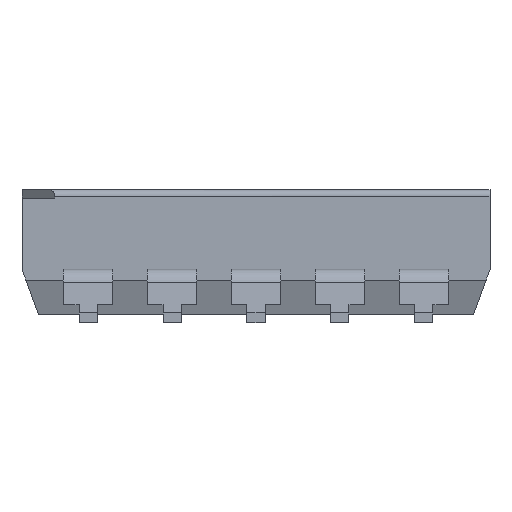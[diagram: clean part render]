
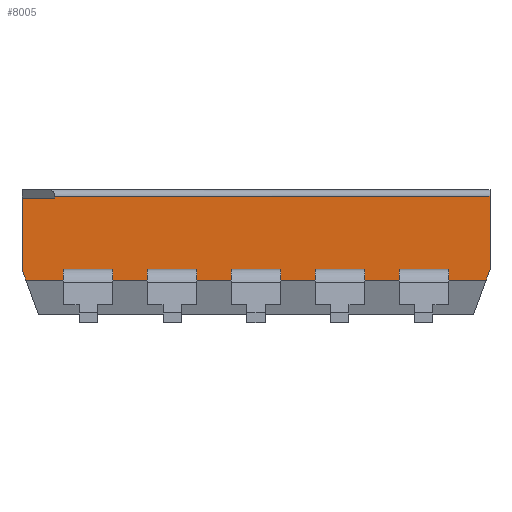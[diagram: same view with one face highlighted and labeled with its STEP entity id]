
A CAD part, left-side view. The second image highlights one B-rep face of the part: STEP entity #8005.
In plain terms, the highlighted planar face has unit normal (-1, 0, 0).
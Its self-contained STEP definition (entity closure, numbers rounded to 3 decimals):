
#3817 = EDGE_CURVE('',#3818,#3820,#3822,.T.);
#3818 = VERTEX_POINT('',#3819);
#3819 = CARTESIAN_POINT('',(-3.37,-0.75,1.32));
#3820 = VERTEX_POINT('',#3821);
#3821 = CARTESIAN_POINT('',(-3.37,0.75,1.32));
#3822 = LINE('',#3823,#3824);
#3823 = CARTESIAN_POINT('',(-3.37,-7.085,1.32));
#3824 = VECTOR('',#3825,1.);
#3825 = DIRECTION('',(-0.,1.,0.));
#3850 = VERTEX_POINT('',#3851);
#3851 = CARTESIAN_POINT('',(-3.37,-0.75,1.62));
#3857 = EDGE_CURVE('',#3850,#3858,#3860,.T.);
#3858 = VERTEX_POINT('',#3859);
#3859 = CARTESIAN_POINT('',(-3.37,0.75,1.62));
#3860 = LINE('',#3861,#3862);
#3861 = CARTESIAN_POINT('',(-3.37,-7.085,1.62));
#3862 = VECTOR('',#3863,1.);
#3863 = DIRECTION('',(-0.,1.,0.));
#4279 = VERTEX_POINT('',#4280);
#4280 = CARTESIAN_POINT('',(-3.37,-1.79,1.32));
#4286 = EDGE_CURVE('',#4287,#4279,#4289,.T.);
#4287 = VERTEX_POINT('',#4288);
#4288 = CARTESIAN_POINT('',(-3.37,-3.29,1.32));
#4289 = LINE('',#4290,#4291);
#4290 = CARTESIAN_POINT('',(-3.37,-7.085,1.32));
#4291 = VECTOR('',#4292,1.);
#4292 = DIRECTION('',(-0.,1.,0.));
#4308 = EDGE_CURVE('',#4309,#4311,#4313,.T.);
#4309 = VERTEX_POINT('',#4310);
#4310 = CARTESIAN_POINT('',(-3.37,-3.29,1.62));
#4311 = VERTEX_POINT('',#4312);
#4312 = CARTESIAN_POINT('',(-3.37,-1.79,1.62));
#4313 = LINE('',#4314,#4315);
#4314 = CARTESIAN_POINT('',(-3.37,-7.085,1.62));
#4315 = VECTOR('',#4316,1.);
#4316 = DIRECTION('',(-0.,1.,0.));
#5464 = VERTEX_POINT('',#5465);
#5465 = CARTESIAN_POINT('',(-3.37,5.83,1.32));
#5471 = EDGE_CURVE('',#5472,#5464,#5474,.T.);
#5472 = VERTEX_POINT('',#5473);
#5473 = CARTESIAN_POINT('',(-3.37,4.33,1.32));
#5474 = LINE('',#5475,#5476);
#5475 = CARTESIAN_POINT('',(-3.37,-7.085,1.32));
#5476 = VECTOR('',#5477,1.);
#5477 = DIRECTION('',(-0.,1.,0.));
#5493 = EDGE_CURVE('',#5494,#5496,#5498,.T.);
#5494 = VERTEX_POINT('',#5495);
#5495 = CARTESIAN_POINT('',(-3.37,4.33,1.62));
#5496 = VERTEX_POINT('',#5497);
#5497 = CARTESIAN_POINT('',(-3.37,5.83,1.62));
#5498 = LINE('',#5499,#5500);
#5499 = CARTESIAN_POINT('',(-3.37,-7.085,1.62));
#5500 = VECTOR('',#5501,1.);
#5501 = DIRECTION('',(-0.,1.,0.));
#5835 = VERTEX_POINT('',#5836);
#5836 = CARTESIAN_POINT('',(-3.37,-4.33,1.32));
#5842 = EDGE_CURVE('',#5843,#5835,#5845,.T.);
#5843 = VERTEX_POINT('',#5844);
#5844 = CARTESIAN_POINT('',(-3.37,-5.83,1.32));
#5845 = LINE('',#5846,#5847);
#5846 = CARTESIAN_POINT('',(-3.37,-7.085,1.32));
#5847 = VECTOR('',#5848,1.);
#5848 = DIRECTION('',(-0.,1.,0.));
#5864 = EDGE_CURVE('',#5865,#5867,#5869,.T.);
#5865 = VERTEX_POINT('',#5866);
#5866 = CARTESIAN_POINT('',(-3.37,-5.83,1.62));
#5867 = VERTEX_POINT('',#5868);
#5868 = CARTESIAN_POINT('',(-3.37,-4.33,1.62));
#5869 = LINE('',#5870,#5871);
#5870 = CARTESIAN_POINT('',(-3.37,-7.085,1.62));
#5871 = VECTOR('',#5872,1.);
#5872 = DIRECTION('',(-0.,1.,0.));
#7289 = VERTEX_POINT('',#7290);
#7290 = CARTESIAN_POINT('',(-3.37,3.29,1.32));
#7296 = EDGE_CURVE('',#7297,#7289,#7299,.T.);
#7297 = VERTEX_POINT('',#7298);
#7298 = CARTESIAN_POINT('',(-3.37,1.79,1.32));
#7299 = LINE('',#7300,#7301);
#7300 = CARTESIAN_POINT('',(-3.37,-7.085,1.32));
#7301 = VECTOR('',#7302,1.);
#7302 = DIRECTION('',(-0.,1.,0.));
#7329 = VERTEX_POINT('',#7330);
#7330 = CARTESIAN_POINT('',(-3.37,-6.965,1.294));
#7336 = EDGE_CURVE('',#7329,#7337,#7339,.T.);
#7337 = VERTEX_POINT('',#7338);
#7338 = CARTESIAN_POINT('',(-3.37,6.965,1.294));
#7339 = LINE('',#7340,#7341);
#7340 = CARTESIAN_POINT('',(-3.37,-7.085,1.294));
#7341 = VECTOR('',#7342,1.);
#7342 = DIRECTION('',(-0.,1.,0.));
#7978 = VERTEX_POINT('',#7979);
#7979 = CARTESIAN_POINT('',(-3.37,6.087,3.829));
#7986 = EDGE_CURVE('',#7987,#7978,#7989,.T.);
#7987 = VERTEX_POINT('',#7988);
#7988 = CARTESIAN_POINT('',(-3.37,-7.085,3.829));
#7989 = LINE('',#7990,#7991);
#7990 = CARTESIAN_POINT('',(-3.37,-7.085,3.829));
#7991 = VECTOR('',#7992,1.);
#7992 = DIRECTION('',(-0.,1.,0.));
#8005 = ADVANCED_FACE('',(#8006,#8022,#8038,#8086,#8102,#8118),#8143,.F.
  );
#8006 = FACE_BOUND('',#8007,.T.);
#8007 = EDGE_LOOP('',(#8008,#8014,#8015,#8021));
#8008 = ORIENTED_EDGE('',*,*,#8009,.F.);
#8009 = EDGE_CURVE('',#3818,#3850,#8010,.T.);
#8010 = LINE('',#8011,#8012);
#8011 = CARTESIAN_POINT('',(-3.37,-0.75,0.));
#8012 = VECTOR('',#8013,1.);
#8013 = DIRECTION('',(0.,0.,1.));
#8014 = ORIENTED_EDGE('',*,*,#3817,.T.);
#8015 = ORIENTED_EDGE('',*,*,#8016,.T.);
#8016 = EDGE_CURVE('',#3820,#3858,#8017,.T.);
#8017 = LINE('',#8018,#8019);
#8018 = CARTESIAN_POINT('',(-3.37,0.75,0.));
#8019 = VECTOR('',#8020,1.);
#8020 = DIRECTION('',(0.,0.,1.));
#8021 = ORIENTED_EDGE('',*,*,#3857,.F.);
#8022 = FACE_BOUND('',#8023,.T.);
#8023 = EDGE_LOOP('',(#8024,#8025,#8031,#8032));
#8024 = ORIENTED_EDGE('',*,*,#4286,.T.);
#8025 = ORIENTED_EDGE('',*,*,#8026,.T.);
#8026 = EDGE_CURVE('',#4279,#4311,#8027,.T.);
#8027 = LINE('',#8028,#8029);
#8028 = CARTESIAN_POINT('',(-3.37,-1.79,0.));
#8029 = VECTOR('',#8030,1.);
#8030 = DIRECTION('',(0.,0.,1.));
#8031 = ORIENTED_EDGE('',*,*,#4308,.F.);
#8032 = ORIENTED_EDGE('',*,*,#8033,.F.);
#8033 = EDGE_CURVE('',#4287,#4309,#8034,.T.);
#8034 = LINE('',#8035,#8036);
#8035 = CARTESIAN_POINT('',(-3.37,-3.29,0.));
#8036 = VECTOR('',#8037,1.);
#8037 = DIRECTION('',(0.,0.,1.));
#8038 = FACE_BOUND('',#8039,.T.);
#8039 = EDGE_LOOP('',(#8040,#8041,#8049,#8055,#8056,#8064,#8072,#8080));
#8040 = ORIENTED_EDGE('',*,*,#7336,.F.);
#8041 = ORIENTED_EDGE('',*,*,#8042,.T.);
#8042 = EDGE_CURVE('',#7329,#8043,#8045,.T.);
#8043 = VERTEX_POINT('',#8044);
#8044 = CARTESIAN_POINT('',(-3.37,-7.085,1.624));
#8045 = LINE('',#8046,#8047);
#8046 = CARTESIAN_POINT('',(-3.37,-7.085,1.624));
#8047 = VECTOR('',#8048,1.);
#8048 = DIRECTION('',(0.,-0.342,0.94
    ));
#8049 = ORIENTED_EDGE('',*,*,#8050,.F.);
#8050 = EDGE_CURVE('',#7987,#8043,#8051,.T.);
#8051 = LINE('',#8052,#8053);
#8052 = CARTESIAN_POINT('',(-3.37,-7.085,1.32));
#8053 = VECTOR('',#8054,1.);
#8054 = DIRECTION('',(0.,0.,-1.));
#8055 = ORIENTED_EDGE('',*,*,#7986,.T.);
#8056 = ORIENTED_EDGE('',*,*,#8057,.T.);
#8057 = EDGE_CURVE('',#7978,#8058,#8060,.T.);
#8058 = VERTEX_POINT('',#8059);
#8059 = CARTESIAN_POINT('',(-3.37,6.087,3.779));
#8060 = LINE('',#8061,#8062);
#8061 = CARTESIAN_POINT('',(-3.37,6.087,3.829));
#8062 = VECTOR('',#8063,1.);
#8063 = DIRECTION('',(0.,0.,-1.));
#8064 = ORIENTED_EDGE('',*,*,#8065,.F.);
#8065 = EDGE_CURVE('',#8066,#8058,#8068,.T.);
#8066 = VERTEX_POINT('',#8067);
#8067 = CARTESIAN_POINT('',(-3.37,7.085,3.779));
#8068 = LINE('',#8069,#8070);
#8069 = CARTESIAN_POINT('',(-3.37,-7.085,3.779));
#8070 = VECTOR('',#8071,1.);
#8071 = DIRECTION('',(0.,-1.,0.));
#8072 = ORIENTED_EDGE('',*,*,#8073,.T.);
#8073 = EDGE_CURVE('',#8066,#8074,#8076,.T.);
#8074 = VERTEX_POINT('',#8075);
#8075 = CARTESIAN_POINT('',(-3.37,7.085,1.624));
#8076 = LINE('',#8077,#8078);
#8077 = CARTESIAN_POINT('',(-3.37,7.085,3.829));
#8078 = VECTOR('',#8079,1.);
#8079 = DIRECTION('',(0.,0.,-1.));
#8080 = ORIENTED_EDGE('',*,*,#8081,.T.);
#8081 = EDGE_CURVE('',#8074,#7337,#8082,.T.);
#8082 = LINE('',#8083,#8084);
#8083 = CARTESIAN_POINT('',(-3.37,6.585,0.25));
#8084 = VECTOR('',#8085,1.);
#8085 = DIRECTION('',(0.,-0.342,-0.94
    ));
#8086 = FACE_BOUND('',#8087,.T.);
#8087 = EDGE_LOOP('',(#8088,#8089,#8095,#8096));
#8088 = ORIENTED_EDGE('',*,*,#5842,.T.);
#8089 = ORIENTED_EDGE('',*,*,#8090,.T.);
#8090 = EDGE_CURVE('',#5835,#5867,#8091,.T.);
#8091 = LINE('',#8092,#8093);
#8092 = CARTESIAN_POINT('',(-3.37,-4.33,0.));
#8093 = VECTOR('',#8094,1.);
#8094 = DIRECTION('',(0.,0.,1.));
#8095 = ORIENTED_EDGE('',*,*,#5864,.F.);
#8096 = ORIENTED_EDGE('',*,*,#8097,.F.);
#8097 = EDGE_CURVE('',#5843,#5865,#8098,.T.);
#8098 = LINE('',#8099,#8100);
#8099 = CARTESIAN_POINT('',(-3.37,-5.83,0.));
#8100 = VECTOR('',#8101,1.);
#8101 = DIRECTION('',(0.,0.,1.));
#8102 = FACE_BOUND('',#8103,.T.);
#8103 = EDGE_LOOP('',(#8104,#8105,#8111,#8112));
#8104 = ORIENTED_EDGE('',*,*,#5471,.T.);
#8105 = ORIENTED_EDGE('',*,*,#8106,.T.);
#8106 = EDGE_CURVE('',#5464,#5496,#8107,.T.);
#8107 = LINE('',#8108,#8109);
#8108 = CARTESIAN_POINT('',(-3.37,5.83,0.));
#8109 = VECTOR('',#8110,1.);
#8110 = DIRECTION('',(0.,0.,1.));
#8111 = ORIENTED_EDGE('',*,*,#5493,.F.);
#8112 = ORIENTED_EDGE('',*,*,#8113,.F.);
#8113 = EDGE_CURVE('',#5472,#5494,#8114,.T.);
#8114 = LINE('',#8115,#8116);
#8115 = CARTESIAN_POINT('',(-3.37,4.33,0.));
#8116 = VECTOR('',#8117,1.);
#8117 = DIRECTION('',(0.,0.,1.));
#8118 = FACE_BOUND('',#8119,.T.);
#8119 = EDGE_LOOP('',(#8120,#8121,#8129,#8137));
#8120 = ORIENTED_EDGE('',*,*,#7296,.T.);
#8121 = ORIENTED_EDGE('',*,*,#8122,.T.);
#8122 = EDGE_CURVE('',#7289,#8123,#8125,.T.);
#8123 = VERTEX_POINT('',#8124);
#8124 = CARTESIAN_POINT('',(-3.37,3.29,1.62));
#8125 = LINE('',#8126,#8127);
#8126 = CARTESIAN_POINT('',(-3.37,3.29,0.));
#8127 = VECTOR('',#8128,1.);
#8128 = DIRECTION('',(0.,0.,1.));
#8129 = ORIENTED_EDGE('',*,*,#8130,.F.);
#8130 = EDGE_CURVE('',#8131,#8123,#8133,.T.);
#8131 = VERTEX_POINT('',#8132);
#8132 = CARTESIAN_POINT('',(-3.37,1.79,1.62));
#8133 = LINE('',#8134,#8135);
#8134 = CARTESIAN_POINT('',(-3.37,-7.085,1.62));
#8135 = VECTOR('',#8136,1.);
#8136 = DIRECTION('',(-0.,1.,0.));
#8137 = ORIENTED_EDGE('',*,*,#8138,.F.);
#8138 = EDGE_CURVE('',#7297,#8131,#8139,.T.);
#8139 = LINE('',#8140,#8141);
#8140 = CARTESIAN_POINT('',(-3.37,1.79,0.));
#8141 = VECTOR('',#8142,1.);
#8142 = DIRECTION('',(0.,0.,1.));
#8143 = PLANE('',#8144);
#8144 = AXIS2_PLACEMENT_3D('',#8145,#8146,#8147);
#8145 = CARTESIAN_POINT('',(-3.37,-7.085,3.829));
#8146 = DIRECTION('',(1.,0.,0.));
#8147 = DIRECTION('',(0.,0.,1.));
